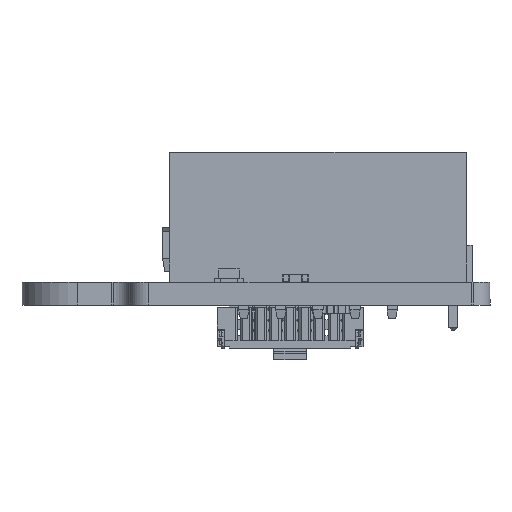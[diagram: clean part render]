
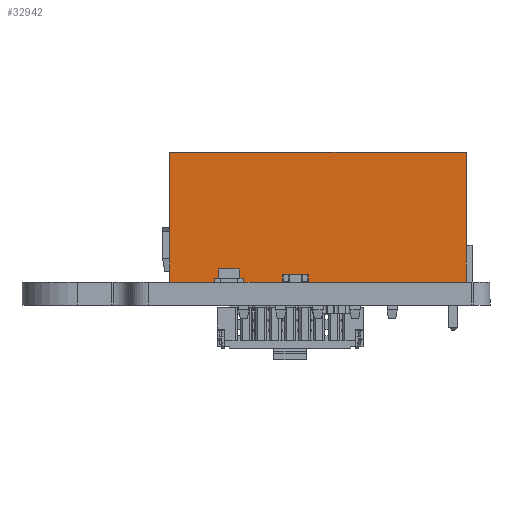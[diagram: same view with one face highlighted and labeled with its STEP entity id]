
A CAD part, front view. The second image highlights one B-rep face of the part: STEP entity #32942.
In plain terms, the highlighted face is planar.
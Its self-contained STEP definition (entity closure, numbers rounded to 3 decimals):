
#1211=PLANE('',#35013);
#2562=FACE_OUTER_BOUND('',#4445,.T.);
#4445=EDGE_LOOP('',(#23094,#23095,#23096,#23097));
#6399=LINE('',#46742,#10312);
#6402=LINE('',#46748,#10315);
#6403=LINE('',#46750,#10316);
#6404=LINE('',#46751,#10317);
#10312=VECTOR('',#37755,8.9);
#10315=VECTOR('',#37760,20.32);
#10316=VECTOR('',#37761,8.9);
#10317=VECTOR('',#37762,20.32);
#14993=VERTEX_POINT('',#46739);
#14994=VERTEX_POINT('',#46741);
#14996=VERTEX_POINT('',#46747);
#14997=VERTEX_POINT('',#46749);
#18105=EDGE_CURVE('',#14994,#14993,#6399,.T.);
#18108=EDGE_CURVE('',#14993,#14996,#6402,.T.);
#18109=EDGE_CURVE('',#14997,#14996,#6403,.T.);
#18110=EDGE_CURVE('',#14994,#14997,#6404,.T.);
#23094=ORIENTED_EDGE('',*,*,#18108,.T.);
#23095=ORIENTED_EDGE('',*,*,#18109,.F.);
#23096=ORIENTED_EDGE('',*,*,#18110,.F.);
#23097=ORIENTED_EDGE('',*,*,#18105,.T.);
#32942=ADVANCED_FACE('',(#2562),#1211,.F.);
#35013=AXIS2_PLACEMENT_3D('',#46746,#37758,#37759);
#37755=DIRECTION('',(0.,0.,-1.));
#37758=DIRECTION('center_axis',(0.,-1.,0.));
#37759=DIRECTION('ref_axis',(1.,0.,0.));
#37760=DIRECTION('',(-1.,0.,0.));
#37761=DIRECTION('',(0.,0.,-1.));
#37762=DIRECTION('',(-1.,0.,0.));
#46739=CARTESIAN_POINT('',(10.152,4.573,0.));
#46741=CARTESIAN_POINT('',(10.152,4.573,8.9));
#46742=CARTESIAN_POINT('',(10.152,4.573,8.9));
#46746=CARTESIAN_POINT('Origin',(10.152,4.573,8.9));
#46747=CARTESIAN_POINT('',(-10.168,4.573,0.));
#46748=CARTESIAN_POINT('',(10.152,4.573,0.));
#46749=CARTESIAN_POINT('',(-10.168,4.573,8.9));
#46750=CARTESIAN_POINT('',(-10.168,4.573,8.9));
#46751=CARTESIAN_POINT('',(10.152,4.573,8.9));
